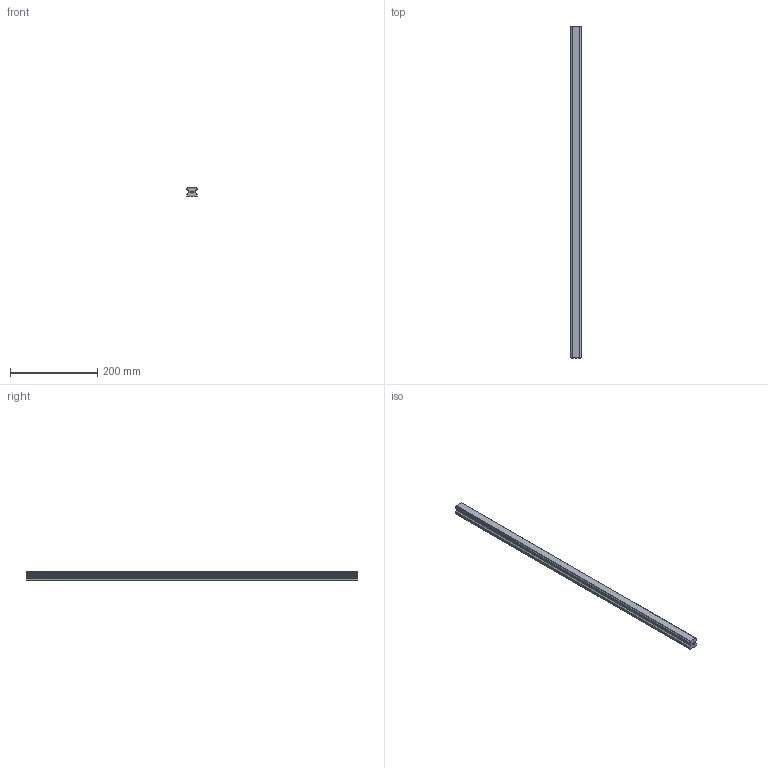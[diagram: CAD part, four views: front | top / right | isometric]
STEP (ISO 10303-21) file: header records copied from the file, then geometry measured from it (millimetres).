
FILE_DESCRIPTION(('STEP AP214'),'1');
FILE_NAME('cctmp_A8601B88-34AE-4F71-A9F9-42AA0A76C7D7_2021_01_25_11_54_14_0477..stp','2021-01-25T10:54:14',('HIWIN GmbH'),('CADClick - www.CADClick.com'),'Spatial InterOp 3D',' ','unknown authorization');
FILE_SCHEMA(('AUTOMOTIVE_DESIGN'));
Length unit declared in the file: millimetre
Products named in the file (1): HGR25T760C_FILE
Bounding box: 23 x 760 x 22 mm (x, y, z)
Volume: 328504.2 mm3; surface area: 72864.4 mm2
Topology: 1 solids, 1 shells, 202 faces, 601 edges, 379 vertices
Faces by surface type: plane 128, cylinder 48, cone 26
Entity records: 8255 total; most frequent: DIRECTION 1181, CARTESIAN_POINT 1157, ORIENTED_EDGE 1150, EDGE_CURVE 575, AXIS2_PLACEMENT_3D 403, VERTEX_POINT 379, LINE 375, VECTOR 375
